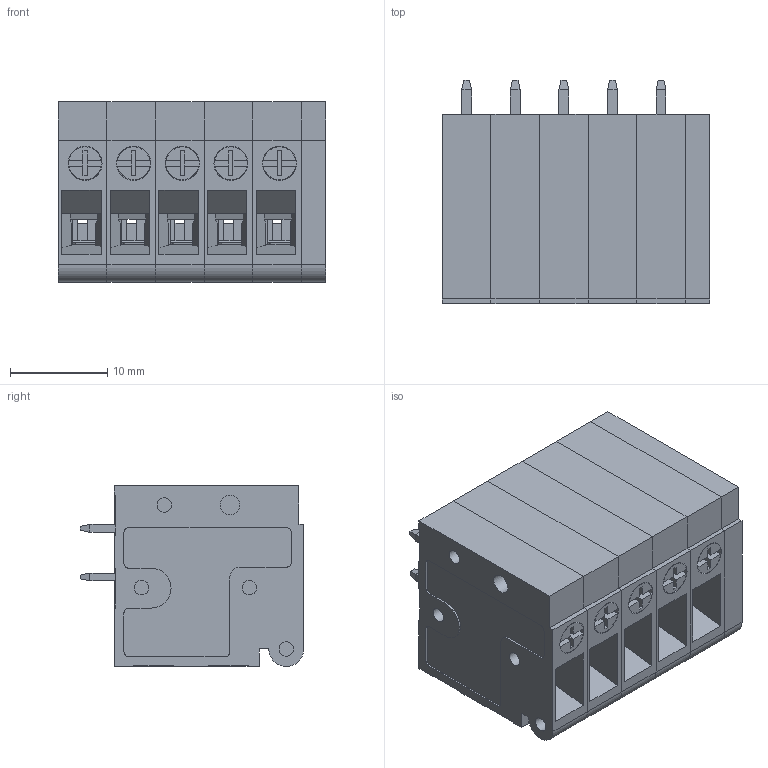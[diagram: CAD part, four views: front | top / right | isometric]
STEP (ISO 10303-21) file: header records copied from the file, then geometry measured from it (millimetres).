
FILE_DESCRIPTION( ( 'Unknown' ), '1' );
FILE_NAME( '691127700005B.stp', 'Unknown', ( 'Quentin LAIDEBEUR' ), ( 'WE' ), 'PSStep 15.0.49', 'Sample-box', ' ' );
FILE_SCHEMA( ( 'AUTOMOTIVE_DESIGN { 1 0 10303 214 1 1 1 1 }' ) );
Length unit declared in the file: millimetre
Products named in the file (8): 6911277000xxB_BLOCK; 6911277000xxB; 6911277000xxB_MASS; 6911277000xxB_VIS; 6911277000xxB_PIN; 6911277000xxB_CLAPET; Assem1; 6911277000xxB_CACHE
Assembly tree (11 placements, depth 3):
  Assem1
    6911277000xxB_CACHE
    6911277000xxB_BLOCK  x5
      6911277000xxB
      6911277000xxB_MASS
      6911277000xxB_VIS
      6911277000xxB_PIN
      6911277000xxB_CLAPET
Bounding box: 27.5 x 23 x 18.6 mm (x, y, z)
Volume: 6353.9 mm3; surface area: 15190.3 mm2
Topology: 26 solids, 26 shells, 1628 faces, 4287 edges, 2783 vertices
Faces by surface type: plane 1218, cylinder 335, bspline 55, torus 15, cone 5
Full cylindrical faces by diameter (mm): 1.5 x44, 2 x11, 2.6 x10, 3.2 x5, 3.5 x6
Entity records: 14363 total; most frequent: CARTESIAN_POINT 2684, ORIENTED_EDGE 1800, DIRECTION 1748, EDGE_CURVE 900, LINE 696, VECTOR 696, VERTEX_POINT 598, AXIS2_PLACEMENT_3D 526
